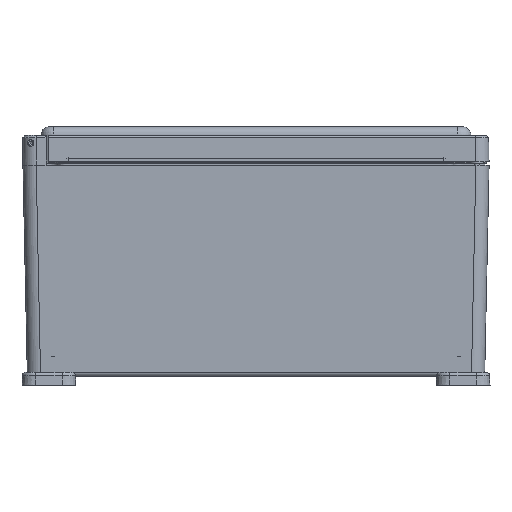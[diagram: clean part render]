
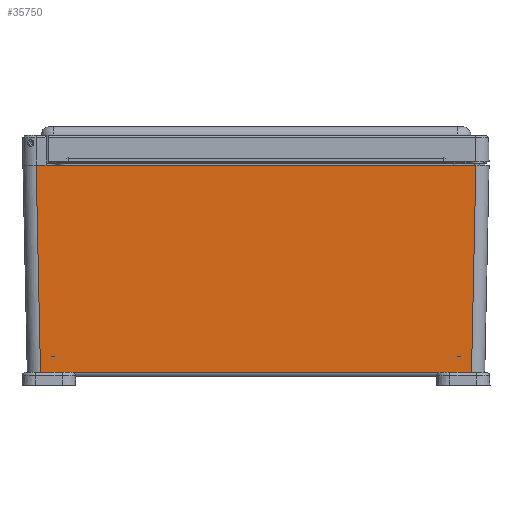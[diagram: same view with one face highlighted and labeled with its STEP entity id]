
A CAD part, left-side view. The second image highlights one B-rep face of the part: STEP entity #35750.
In plain terms, the highlighted planar face has unit normal (-1, 0, -0.021).
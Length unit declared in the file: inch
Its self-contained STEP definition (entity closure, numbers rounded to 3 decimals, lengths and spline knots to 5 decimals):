
#1478 = VERTEX_POINT ( 'NONE', #27308 ) ;
#1714 = VERTEX_POINT ( 'NONE', #67876 ) ;
#3226 = CARTESIAN_POINT ( 'NONE',  ( -7.61006, 6.23514, 6. ) ) ;
#5045 = VECTOR ( 'NONE', #21666, 39.37008 ) ;
#9033 = CARTESIAN_POINT ( 'NONE',  ( -7.48694, 6.11202, 0.12238 ) ) ;
#11326 = CARTESIAN_POINT ( 'NONE',  ( -7.48438, -6.48438, 0. ) ) ;
#12778 = EDGE_CURVE ( 'NONE', #43762, #1478, #49626, .T. ) ;
#13625 = EDGE_CURVE ( 'NONE', #76353, #1478, #30961, .T. ) ;
#14656 = DIRECTION ( 'NONE',  ( 0.021, 0.021, -1. ) ) ;
#15599 = ORIENTED_EDGE ( 'NONE', *, *, #24283, .T. ) ;
#18631 = LINE ( 'NONE', #70806, #5045 ) ;
#20037 = LINE ( 'NONE', #52559, #47032 ) ;
#21064 = CARTESIAN_POINT ( 'NONE',  ( -7.61006, -6.48438, 6. ) ) ;
#21349 = CARTESIAN_POINT ( 'NONE',  ( -7.48126, -6.10634, -0.14879 ) ) ;
#21666 = DIRECTION ( 'NONE',  ( 0.021, -0.021, -1. ) ) ;
#22789 = CARTESIAN_POINT ( 'NONE',  ( -7.61006, -6.48438, 6. ) ) ;
#23479 = ORIENTED_EDGE ( 'NONE', *, *, #59887, .T. ) ;
#24096 = ORIENTED_EDGE ( 'NONE', *, *, #32522, .F. ) ;
#24283 = EDGE_CURVE ( 'NONE', #76353, #43577, #18631, .T. ) ;
#24312 = CARTESIAN_POINT ( 'NONE',  ( -7.48694, -6.11202, 0.12238 ) ) ;
#24473 = VERTEX_POINT ( 'NONE', #24312 ) ;
#24530 = DIRECTION ( 'NONE',  ( -0.021, 0., 1. ) ) ;
#26458 = ORIENTED_EDGE ( 'NONE', *, *, #13625, .F. ) ;
#27308 = CARTESIAN_POINT ( 'NONE',  ( -7.61006, 6.23506, 6. ) ) ;
#27433 = VECTOR ( 'NONE', #65981, 39.37008 ) ;
#27575 = DIRECTION ( 'NONE',  ( 0., 1., 0. ) ) ;
#30961 = CIRCLE ( 'NONE', #62987, 0.375 ) ;
#32522 = EDGE_CURVE ( 'NONE', #24473, #43577, #20037, .T. ) ;
#33714 = DIRECTION ( 'NONE',  ( 0., 0., 1. ) ) ;
#34060 = LINE ( 'NONE', #21349, #78572 ) ;
#34514 = CARTESIAN_POINT ( 'NONE',  ( -7.23506, 6.23506, 6. ) ) ;
#35750 = ADVANCED_FACE ( 'NONE', ( #46775 ), #54251, .T. ) ;
#42119 = ORIENTED_EDGE ( 'NONE', *, *, #43426, .F. ) ;
#42341 = DIRECTION ( 'NONE',  ( -1., 0., -0.021 ) ) ;
#43426 = EDGE_CURVE ( 'NONE', #1714, #24473, #34060, .T. ) ;
#43577 = VERTEX_POINT ( 'NONE', #9033 ) ;
#43762 = VERTEX_POINT ( 'NONE', #53322 ) ;
#46775 = FACE_OUTER_BOUND ( 'NONE', #64849, .T. ) ;
#47032 = VECTOR ( 'NONE', #59018, 39.37008 ) ;
#49626 = LINE ( 'NONE', #22789, #27433 ) ;
#50365 = ORIENTED_EDGE ( 'NONE', *, *, #12778, .T. ) ;
#52559 = CARTESIAN_POINT ( 'NONE',  ( -7.48694, -3.24219, 0.12238 ) ) ;
#53322 = CARTESIAN_POINT ( 'NONE',  ( -7.61006, 5.95381, 6. ) ) ;
#54251 = PLANE ( 'NONE',  #67331 ) ;
#59018 = DIRECTION ( 'NONE',  ( 0., 1., 0. ) ) ;
#59887 = EDGE_CURVE ( 'NONE', #1714, #43762, #73358, .T. ) ;
#62987 = AXIS2_PLACEMENT_3D ( 'NONE', #34514, #33714, #76940 ) ;
#64849 = EDGE_LOOP ( 'NONE', ( #26458, #15599, #24096, #42119, #23479, #50365 ) ) ;
#65981 = DIRECTION ( 'NONE',  ( 0., 1., 0. ) ) ;
#67331 = AXIS2_PLACEMENT_3D ( 'NONE', #11326, #42341, #24530 ) ;
#67876 = CARTESIAN_POINT ( 'NONE',  ( -7.61006, -6.23514, 6. ) ) ;
#70806 = CARTESIAN_POINT ( 'NONE',  ( -7.48694, 6.11202, 0.12238 ) ) ;
#73358 = LINE ( 'NONE', #21064, #77290 ) ;
#76353 = VERTEX_POINT ( 'NONE', #3226 ) ;
#76940 = DIRECTION ( 'NONE',  ( 1., 0., 0. ) ) ;
#77290 = VECTOR ( 'NONE', #27575, 39.37008 ) ;
#78572 = VECTOR ( 'NONE', #14656, 39.37008 ) ;
